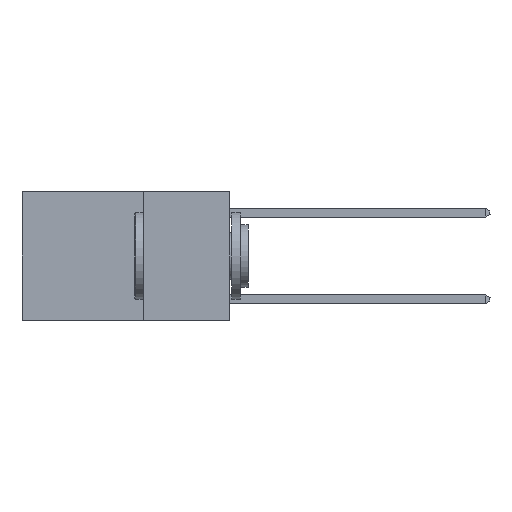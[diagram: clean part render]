
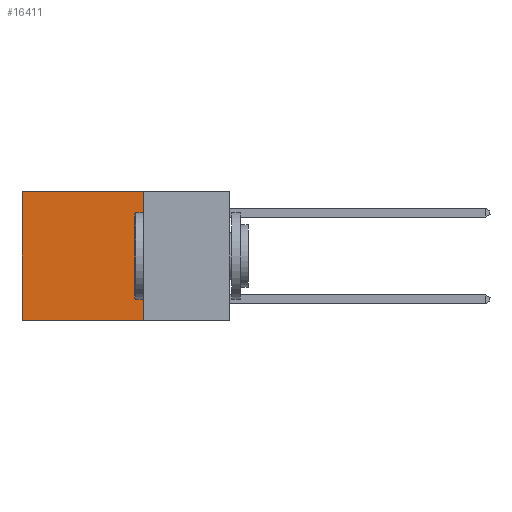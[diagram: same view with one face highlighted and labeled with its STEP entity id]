
A CAD part, left-side view. The second image highlights one B-rep face of the part: STEP entity #16411.
In plain terms, the highlighted planar face has unit normal (-1, 0, 0).
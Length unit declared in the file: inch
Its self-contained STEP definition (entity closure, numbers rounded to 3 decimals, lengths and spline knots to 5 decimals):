
#101 = DIRECTION ( 'NONE',  ( 0., 0., -1. ) ) ;
#315 = VECTOR ( 'NONE', #101, 39.37008 ) ;
#1557 = ORIENTED_EDGE ( 'NONE', *, *, #2413, .T. ) ;
#1778 = FACE_OUTER_BOUND ( 'NONE', #7837, .T. ) ;
#2413 = EDGE_CURVE ( 'NONE', #15534, #17904, #8839, .T. ) ;
#3781 = CARTESIAN_POINT ( 'NONE',  ( 0.2625, 0.25, 0. ) ) ;
#7216 = DIRECTION ( 'NONE',  ( 0., 0., -1. ) ) ;
#7306 = CARTESIAN_POINT ( 'NONE',  ( 0.2625, 0.25, 0. ) ) ;
#7458 = DIRECTION ( 'NONE',  ( 1., 0., 0. ) ) ;
#7700 = ORIENTED_EDGE ( 'NONE', *, *, #8274, .T. ) ;
#7837 = EDGE_LOOP ( 'NONE', ( #1557, #15660, #19880, #7700 ) ) ;
#8274 = EDGE_CURVE ( 'NONE', #10655, #15534, #19895, .T. ) ;
#8839 = LINE ( 'NONE', #16157, #10878 ) ;
#8907 = CARTESIAN_POINT ( 'NONE',  ( 0.2625, 0.25, 0. ) ) ;
#9508 = LINE ( 'NONE', #15080, #24506 ) ;
#10655 = VERTEX_POINT ( 'NONE', #8907 ) ;
#10878 = VECTOR ( 'NONE', #14399, 39.37008 ) ;
#13609 = AXIS2_PLACEMENT_3D ( 'NONE', #3781, #7458, #7216 ) ;
#13776 = CARTESIAN_POINT ( 'NONE',  ( 0.2625, 0.6, -0.37 ) ) ;
#14097 = VERTEX_POINT ( 'NONE', #20401 ) ;
#14399 = DIRECTION ( 'NONE',  ( 0., 0., -1. ) ) ;
#15080 = CARTESIAN_POINT ( 'NONE',  ( 0.2625, 0.25, -0.37 ) ) ;
#15534 = VERTEX_POINT ( 'NONE', #20150 ) ;
#15660 = ORIENTED_EDGE ( 'NONE', *, *, #17246, .F. ) ;
#15692 = EDGE_CURVE ( 'NONE', #10655, #14097, #17384, .T. ) ;
#16157 = CARTESIAN_POINT ( 'NONE',  ( 0.2625, 0.6, 0. ) ) ;
#16411 = ADVANCED_FACE ( 'NONE', ( #1778 ), #18785, .F. ) ;
#17246 = EDGE_CURVE ( 'NONE', #14097, #17904, #9508, .T. ) ;
#17384 = LINE ( 'NONE', #7306, #315 ) ;
#17903 = CARTESIAN_POINT ( 'NONE',  ( 0.2625, 0.25, 0. ) ) ;
#17904 = VERTEX_POINT ( 'NONE', #13776 ) ;
#18785 = PLANE ( 'NONE',  #13609 ) ;
#19649 = DIRECTION ( 'NONE',  ( 0., 1., 0. ) ) ;
#19880 = ORIENTED_EDGE ( 'NONE', *, *, #15692, .F. ) ;
#19895 = LINE ( 'NONE', #17903, #24213 ) ;
#20150 = CARTESIAN_POINT ( 'NONE',  ( 0.2625, 0.6, 0. ) ) ;
#20401 = CARTESIAN_POINT ( 'NONE',  ( 0.2625, 0.25, -0.37 ) ) ;
#21209 = DIRECTION ( 'NONE',  ( 0., 1., 0. ) ) ;
#24213 = VECTOR ( 'NONE', #19649, 39.37008 ) ;
#24506 = VECTOR ( 'NONE', #21209, 39.37008 ) ;
